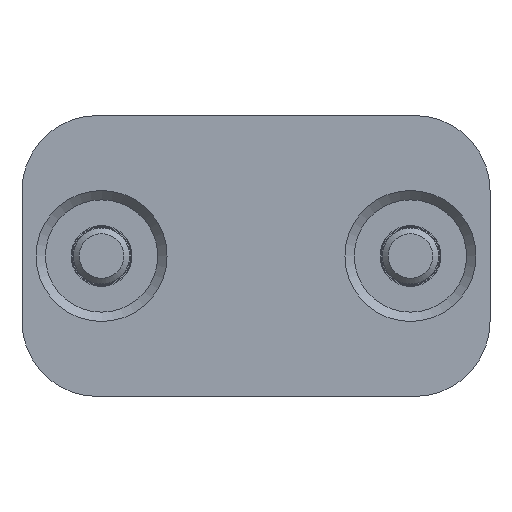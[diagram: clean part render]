
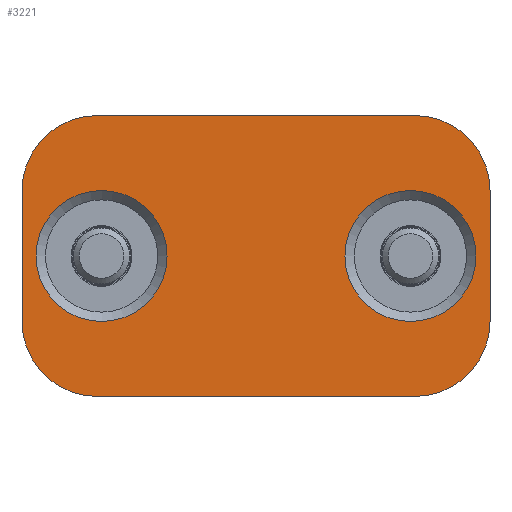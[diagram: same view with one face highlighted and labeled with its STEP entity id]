
A CAD part, front view. The second image highlights one B-rep face of the part: STEP entity #3221.
In plain terms, the highlighted planar face has unit normal (0, -1, 0).
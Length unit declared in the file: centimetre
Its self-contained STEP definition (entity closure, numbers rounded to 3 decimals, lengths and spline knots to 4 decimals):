
#140=LINE('',#4980,#442);
#151=LINE('',#5029,#453);
#239=LINE('',#5240,#541);
#242=LINE('',#5248,#544);
#442=VECTOR('',#3990,1.4);
#453=VECTOR('',#4041,3.4);
#541=VECTOR('',#4267,1.4);
#544=VECTOR('',#4276,3.4);
#813=FACE_OUTER_BOUND('',#1084,.T.);
#911=FACE_BOUND('',#1085,.T.);
#912=FACE_BOUND('',#1086,.T.);
#1084=EDGE_LOOP('',(#2673,#2674,#2675,#2676,#2677,#2678,#2679,#2680));
#1085=EDGE_LOOP('',(#2681));
#1086=EDGE_LOOP('',(#2682));
#1201=CIRCLE('',#3414,0.7);
#1202=CIRCLE('',#3416,0.7);
#1233=CIRCLE('',#3505,0.8);
#1234=CIRCLE('',#3508,0.8);
#1235=CIRCLE('',#3511,0.8);
#1236=CIRCLE('',#3513,0.8);
#1421=VERTEX_POINT('',#4971);
#1422=VERTEX_POINT('',#4974);
#1423=VERTEX_POINT('',#4977);
#1424=VERTEX_POINT('',#4979);
#1441=VERTEX_POINT('',#5026);
#1442=VERTEX_POINT('',#5028);
#1495=VERTEX_POINT('',#5234);
#1496=VERTEX_POINT('',#5238);
#1497=VERTEX_POINT('',#5242);
#1498=VERTEX_POINT('',#5246);
#1767=EDGE_CURVE('',#1421,#1421,#1201,.T.);
#1768=EDGE_CURVE('',#1422,#1422,#1202,.T.);
#1770=EDGE_CURVE('',#1423,#1424,#140,.T.);
#1799=EDGE_CURVE('',#1441,#1442,#151,.T.);
#1898=EDGE_CURVE('',#1495,#1441,#1233,.T.);
#1900=EDGE_CURVE('',#1495,#1496,#239,.T.);
#1902=EDGE_CURVE('',#1497,#1496,#1234,.T.);
#1904=EDGE_CURVE('',#1497,#1498,#242,.T.);
#1905=EDGE_CURVE('',#1424,#1498,#1235,.T.);
#1906=EDGE_CURVE('',#1442,#1423,#1236,.T.);
#2673=ORIENTED_EDGE('',*,*,#1799,.F.);
#2674=ORIENTED_EDGE('',*,*,#1898,.F.);
#2675=ORIENTED_EDGE('',*,*,#1900,.T.);
#2676=ORIENTED_EDGE('',*,*,#1902,.F.);
#2677=ORIENTED_EDGE('',*,*,#1904,.T.);
#2678=ORIENTED_EDGE('',*,*,#1905,.F.);
#2679=ORIENTED_EDGE('',*,*,#1770,.F.);
#2680=ORIENTED_EDGE('',*,*,#1906,.F.);
#2681=ORIENTED_EDGE('',*,*,#1768,.T.);
#2682=ORIENTED_EDGE('',*,*,#1767,.T.);
#3016=PLANE('',#3514);
#3221=ADVANCED_FACE('',(#813,#911,#912),#3016,.F.);
#3414=AXIS2_PLACEMENT_3D('',#4972,#3981,#3982);
#3416=AXIS2_PLACEMENT_3D('',#4975,#3985,#3986);
#3505=AXIS2_PLACEMENT_3D('',#5236,#4262,#4263);
#3508=AXIS2_PLACEMENT_3D('',#5244,#4271,#4272);
#3511=AXIS2_PLACEMENT_3D('',#5250,#4279,#4280);
#3513=AXIS2_PLACEMENT_3D('',#5252,#4283,#4284);
#3514=AXIS2_PLACEMENT_3D('',#5253,#4285,#4286);
#3981=DIRECTION('center_axis',(0.,1.,0.));
#3982=DIRECTION('ref_axis',(-1.,0.,0.));
#3985=DIRECTION('center_axis',(0.,1.,0.));
#3986=DIRECTION('ref_axis',(-1.,0.,0.));
#3990=DIRECTION('',(0.,0.,-1.));
#4041=DIRECTION('',(1.,0.,0.));
#4262=DIRECTION('center_axis',(0.,1.,0.));
#4263=DIRECTION('ref_axis',(1.,0.,0.));
#4267=DIRECTION('',(0.,0.,-1.));
#4271=DIRECTION('center_axis',(0.,1.,0.));
#4272=DIRECTION('ref_axis',(1.,0.,0.));
#4276=DIRECTION('',(1.,0.,0.));
#4279=DIRECTION('center_axis',(0.,1.,0.));
#4280=DIRECTION('ref_axis',(1.,0.,0.));
#4283=DIRECTION('center_axis',(0.,1.,0.));
#4284=DIRECTION('ref_axis',(1.,0.,0.));
#4285=DIRECTION('center_axis',(0.,1.,0.));
#4286=DIRECTION('ref_axis',(1.,0.,0.));
#4971=CARTESIAN_POINT('',(0.7,0.,0.));
#4972=CARTESIAN_POINT('Origin',(0.,0.,
0.));
#4974=CARTESIAN_POINT('',(-2.6,0.,0.));
#4975=CARTESIAN_POINT('Origin',(-3.3,0.,0.));
#4977=CARTESIAN_POINT('',(0.85,0.,0.7));
#4979=CARTESIAN_POINT('',(0.85,0.,-0.7));
#4980=CARTESIAN_POINT('',(0.85,0.,0.7));
#5026=CARTESIAN_POINT('',(-3.35,0.,1.5));
#5028=CARTESIAN_POINT('',(0.05,0.,1.5));
#5029=CARTESIAN_POINT('',(-3.35,0.,1.5));
#5234=CARTESIAN_POINT('',(-4.15,0.,0.7));
#5236=CARTESIAN_POINT('Origin',(-3.35,0.,0.7));
#5238=CARTESIAN_POINT('',(-4.15,0.,-0.7));
#5240=CARTESIAN_POINT('',(-4.15,0.,0.7));
#5242=CARTESIAN_POINT('',(-3.35,0.,-1.5));
#5244=CARTESIAN_POINT('Origin',(-3.35,0.,-0.7));
#5246=CARTESIAN_POINT('',(0.05,0.,-1.5));
#5248=CARTESIAN_POINT('',(-3.35,0.,-1.5));
#5250=CARTESIAN_POINT('Origin',(0.05,0.,-0.7));
#5252=CARTESIAN_POINT('Origin',(0.05,0.,0.7));
#5253=CARTESIAN_POINT('Origin',(-1.65,0.,0.));
